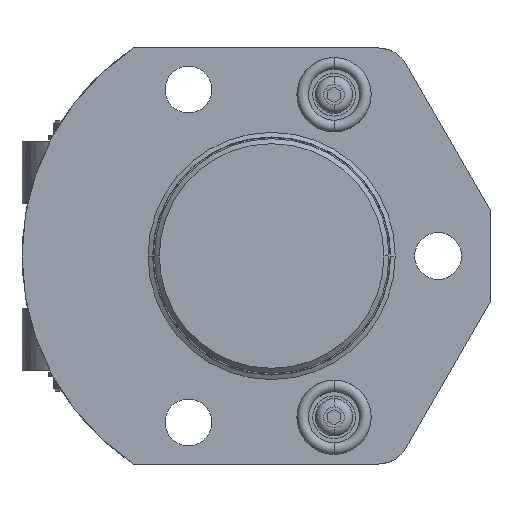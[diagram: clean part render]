
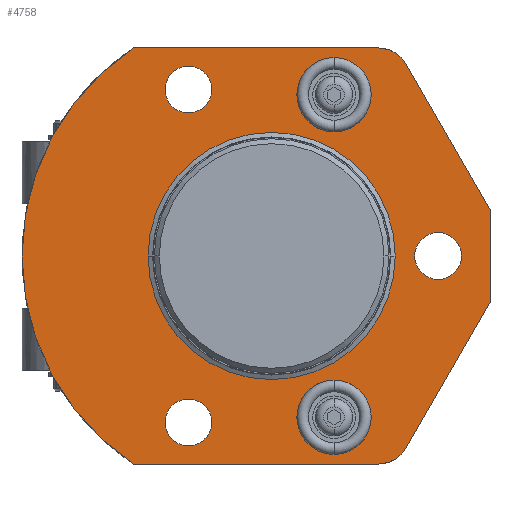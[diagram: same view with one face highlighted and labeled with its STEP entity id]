
A CAD part, front view. The second image highlights one B-rep face of the part: STEP entity #4758.
In plain terms, the highlighted planar face has unit normal (0, -1, 0).
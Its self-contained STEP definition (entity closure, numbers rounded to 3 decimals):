
#161=CARTESIAN_POINT('',(0.,0.,0.));
#162=DIRECTION('',(0.,-1.,0.));
#163=DIRECTION('',(-0.553,0.,0.833));
#164=AXIS2_PLACEMENT_3D('',#161,#162,#163);
#363=CARTESIAN_POINT('',(0.,0.,0.));
#364=DIRECTION('',(0.,1.,0.));
#365=DIRECTION('',(1.,0.,0.));
#366=AXIS2_PLACEMENT_3D('',#363,#364,#365);
#368=CARTESIAN_POINT('',(0.,0.,0.));
#369=DIRECTION('',(0.,1.,0.));
#370=DIRECTION('',(-1.,0.,0.));
#371=AXIS2_PLACEMENT_3D('',#368,#369,#370);
#373=CARTESIAN_POINT('',(25.4,0.,0.));
#374=DIRECTION('',(0.,-1.,0.));
#375=DIRECTION('',(1.,0.,0.));
#376=AXIS2_PLACEMENT_3D('',#373,#374,#375);
#378=CARTESIAN_POINT('',(25.4,0.,0.));
#379=DIRECTION('',(0.,-1.,0.));
#380=DIRECTION('',(-1.,0.,0.));
#381=AXIS2_PLACEMENT_3D('',#378,#379,#380);
#383=CARTESIAN_POINT('',(-12.7,0.,25.4));
#384=DIRECTION('',(0.,-1.,0.));
#385=DIRECTION('',(1.,0.,0.));
#386=AXIS2_PLACEMENT_3D('',#383,#384,#385);
#388=CARTESIAN_POINT('',(-12.7,0.,25.4));
#389=DIRECTION('',(0.,-1.,0.));
#390=DIRECTION('',(-1.,0.,0.));
#391=AXIS2_PLACEMENT_3D('',#388,#389,#390);
#393=CARTESIAN_POINT('',(-12.7,0.,-25.4));
#394=DIRECTION('',(0.,-1.,0.));
#395=DIRECTION('',(1.,0.,0.));
#396=AXIS2_PLACEMENT_3D('',#393,#394,#395);
#398=CARTESIAN_POINT('',(-12.7,0.,-25.4));
#399=DIRECTION('',(0.,-1.,0.));
#400=DIRECTION('',(-1.,0.,0.));
#401=AXIS2_PLACEMENT_3D('',#398,#399,#400);
#403=CARTESIAN_POINT('',(9.525,0.,-24.613));
#404=DIRECTION('',(0.,-1.,0.));
#405=DIRECTION('',(-1.,0.,0.));
#406=AXIS2_PLACEMENT_3D('',#403,#404,#405);
#408=CARTESIAN_POINT('',(9.525,0.,-24.613));
#409=DIRECTION('',(0.,-1.,0.));
#410=DIRECTION('',(1.,0.,0.));
#411=AXIS2_PLACEMENT_3D('',#408,#409,#410);
#413=CARTESIAN_POINT('',(9.525,0.,24.613));
#414=DIRECTION('',(0.,-1.,0.));
#415=DIRECTION('',(-1.,0.,0.));
#416=AXIS2_PLACEMENT_3D('',#413,#414,#415);
#418=CARTESIAN_POINT('',(9.525,0.,24.613));
#419=DIRECTION('',(0.,-1.,0.));
#420=DIRECTION('',(1.,0.,0.));
#421=AXIS2_PLACEMENT_3D('',#418,#419,#420);
#423=DIRECTION('',(-0.5,0.,0.866));
#424=VECTOR('',#423,25.763);
#425=CARTESIAN_POINT('',(33.325,0.,7.025));
#426=LINE('',#425,#424);
#427=DIRECTION('',(0.,0.,1.));
#428=VECTOR('',#427,14.051);
#429=CARTESIAN_POINT('',(33.325,0.,-7.025));
#430=LINE('',#429,#428);
#431=DIRECTION('',(0.5,0.,0.866));
#432=VECTOR('',#431,25.763);
#433=CARTESIAN_POINT('',(20.443,0.,-29.337));
#434=LINE('',#433,#432);
#435=DIRECTION('',(1.,0.,0.));
#436=VECTOR('',#435,37.324);
#437=CARTESIAN_POINT('',(-21.061,0.,-31.75));
#438=LINE('',#437,#436);
#439=DIRECTION('',(1.,0.,0.));
#440=VECTOR('',#439,37.324);
#441=CARTESIAN_POINT('',(-21.061,0.,31.75));
#442=LINE('',#441,#440);
#829=CARTESIAN_POINT('',(16.264,0.,-26.924));
#830=DIRECTION('',(0.,-1.,0.));
#831=DIRECTION('',(0.,0.,-1.));
#832=AXIS2_PLACEMENT_3D('',#829,#830,#831);
#2181=CARTESIAN_POINT('',(16.264,0.,26.924));
#2182=DIRECTION('',(0.,-1.,0.));
#2183=DIRECTION('',(0.866,0.,0.5));
#2184=AXIS2_PLACEMENT_3D('',#2181,#2182,#2183);
#3547=CARTESIAN_POINT('',(-21.061,0.,31.75));
#3548=CARTESIAN_POINT('',(-21.061,0.,-31.75));
#3549=VERTEX_POINT('',#3547);
#3550=VERTEX_POINT('',#3548);
#3551=CARTESIAN_POINT('',(33.325,0.,-7.025));
#3552=CARTESIAN_POINT('',(33.325,0.,7.025));
#3553=VERTEX_POINT('',#3551);
#3554=VERTEX_POINT('',#3552);
#3555=CARTESIAN_POINT('',(28.969,0.,0.));
#3556=CARTESIAN_POINT('',(21.831,0.,0.));
#3557=VERTEX_POINT('',#3555);
#3558=VERTEX_POINT('',#3556);
#3567=CARTESIAN_POINT('',(-9.131,0.,-25.4));
#3568=CARTESIAN_POINT('',(-16.269,0.,-25.4));
#3569=VERTEX_POINT('',#3567);
#3570=VERTEX_POINT('',#3568);
#3575=CARTESIAN_POINT('',(-9.131,0.,25.4));
#3576=CARTESIAN_POINT('',(-16.269,0.,25.4));
#3577=VERTEX_POINT('',#3575);
#3578=VERTEX_POINT('',#3576);
#3663=CARTESIAN_POINT('',(3.854,0.,-24.613));
#3664=CARTESIAN_POINT('',(15.196,0.,-24.613));
#3665=VERTEX_POINT('',#3663);
#3666=VERTEX_POINT('',#3664);
#3679=CARTESIAN_POINT('',(3.854,0.,24.613));
#3680=CARTESIAN_POINT('',(15.196,0.,24.613));
#3681=VERTEX_POINT('',#3679);
#3682=VERTEX_POINT('',#3680);
#3683=CARTESIAN_POINT('',(20.443,0.,29.337));
#3684=CARTESIAN_POINT('',(16.264,0.,31.75));
#3685=VERTEX_POINT('',#3683);
#3686=VERTEX_POINT('',#3684);
#3687=CARTESIAN_POINT('',(16.264,0.,-31.75));
#3688=CARTESIAN_POINT('',(20.443,0.,-29.337));
#3689=VERTEX_POINT('',#3687);
#3690=VERTEX_POINT('',#3688);
#3695=CARTESIAN_POINT('',(17.907,0.,0.));
#3696=CARTESIAN_POINT('',(-17.907,0.,0.));
#3697=VERTEX_POINT('',#3695);
#3698=VERTEX_POINT('',#3696);
#4702=CARTESIAN_POINT('',(0.,0.,0.));
#4703=DIRECTION('',(0.,-1.,0.));
#4704=DIRECTION('',(1.,0.,0.));
#4705=AXIS2_PLACEMENT_3D('',#4702,#4703,#4704);
#4706=PLANE('',#4705);
#4708=ORIENTED_EDGE('',*,*,#4707,.F.);
#4710=ORIENTED_EDGE('',*,*,#4709,.F.);
#4712=ORIENTED_EDGE('',*,*,#4711,.F.);
#4714=ORIENTED_EDGE('',*,*,#4713,.F.);
#4716=ORIENTED_EDGE('',*,*,#4715,.F.);
#4718=ORIENTED_EDGE('',*,*,#4717,.F.);
#4719=ORIENTED_EDGE('',*,*,#4506,.F.);
#4721=ORIENTED_EDGE('',*,*,#4720,.T.);
#4722=EDGE_LOOP('',(#4708,#4710,#4712,#4714,#4716,#4718,#4719,#4721));
#4723=FACE_OUTER_BOUND('',#4722,.F.);
#4725=ORIENTED_EDGE('',*,*,#4724,.F.);
#4727=ORIENTED_EDGE('',*,*,#4726,.F.);
#4728=EDGE_LOOP('',(#4725,#4727));
#4729=FACE_BOUND('',#4728,.F.);
#4731=ORIENTED_EDGE('',*,*,#4730,.T.);
#4733=ORIENTED_EDGE('',*,*,#4732,.T.);
#4734=EDGE_LOOP('',(#4731,#4733));
#4735=FACE_BOUND('',#4734,.F.);
#4736=ORIENTED_EDGE('',*,*,#4684,.T.);
#4737=ORIENTED_EDGE('',*,*,#4695,.T.);
#4738=EDGE_LOOP('',(#4736,#4737));
#4739=FACE_BOUND('',#4738,.F.);
#4741=ORIENTED_EDGE('',*,*,#4740,.T.);
#4743=ORIENTED_EDGE('',*,*,#4742,.T.);
#4744=EDGE_LOOP('',(#4741,#4743));
#4745=FACE_BOUND('',#4744,.F.);
#4747=ORIENTED_EDGE('',*,*,#4746,.T.);
#4749=ORIENTED_EDGE('',*,*,#4748,.T.);
#4750=EDGE_LOOP('',(#4747,#4749));
#4751=FACE_BOUND('',#4750,.F.);
#4753=ORIENTED_EDGE('',*,*,#4752,.T.);
#4755=ORIENTED_EDGE('',*,*,#4754,.T.);
#4756=EDGE_LOOP('',(#4753,#4755));
#4757=FACE_BOUND('',#4756,.F.);
#4758=ADVANCED_FACE('',(#4723,#4729,#4735,#4739,#4745,#4751,#4757),#4706,.T.);
#165=CIRCLE('',#164,38.1);
#367=CIRCLE('',#366,17.907);
#372=CIRCLE('',#371,17.907);
#377=CIRCLE('',#376,3.569);
#382=CIRCLE('',#381,3.569);
#387=CIRCLE('',#386,3.569);
#392=CIRCLE('',#391,3.569);
#397=CIRCLE('',#396,3.569);
#402=CIRCLE('',#401,3.569);
#407=CIRCLE('',#406,5.671);
#412=CIRCLE('',#411,5.671);
#417=CIRCLE('',#416,5.671);
#422=CIRCLE('',#421,5.671);
#833=CIRCLE('',#832,4.826);
#2185=CIRCLE('',#2184,4.826);
#4506=EDGE_CURVE('',#3549,#3550,#165,.T.);
#4684=EDGE_CURVE('',#3577,#3578,#387,.T.);
#4695=EDGE_CURVE('',#3578,#3577,#392,.T.);
#4707=EDGE_CURVE('',#3685,#3686,#2185,.T.);
#4709=EDGE_CURVE('',#3554,#3685,#426,.T.);
#4711=EDGE_CURVE('',#3553,#3554,#430,.T.);
#4713=EDGE_CURVE('',#3690,#3553,#434,.T.);
#4715=EDGE_CURVE('',#3689,#3690,#833,.T.);
#4717=EDGE_CURVE('',#3550,#3689,#438,.T.);
#4720=EDGE_CURVE('',#3549,#3686,#442,.T.);
#4724=EDGE_CURVE('',#3697,#3698,#367,.T.);
#4726=EDGE_CURVE('',#3698,#3697,#372,.T.);
#4730=EDGE_CURVE('',#3557,#3558,#377,.T.);
#4732=EDGE_CURVE('',#3558,#3557,#382,.T.);
#4740=EDGE_CURVE('',#3569,#3570,#397,.T.);
#4742=EDGE_CURVE('',#3570,#3569,#402,.T.);
#4746=EDGE_CURVE('',#3665,#3666,#407,.T.);
#4748=EDGE_CURVE('',#3666,#3665,#412,.T.);
#4752=EDGE_CURVE('',#3681,#3682,#417,.T.);
#4754=EDGE_CURVE('',#3682,#3681,#422,.T.);
